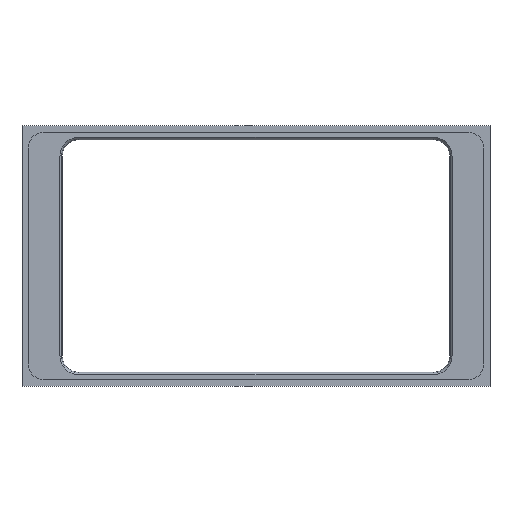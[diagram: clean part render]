
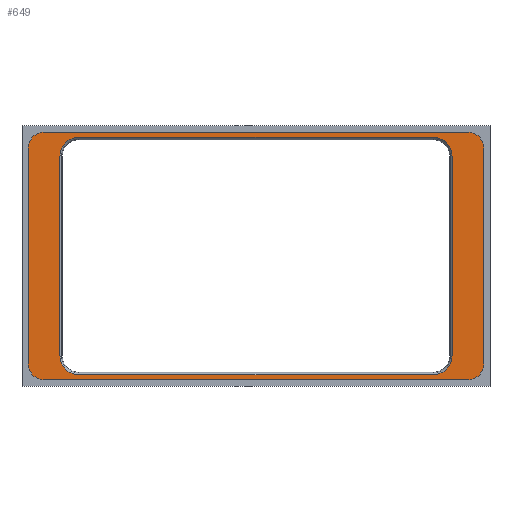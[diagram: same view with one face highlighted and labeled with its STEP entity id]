
A CAD part, front view. The second image highlights one B-rep face of the part: STEP entity #649.
In plain terms, the highlighted planar face has unit normal (0, -1, 0).
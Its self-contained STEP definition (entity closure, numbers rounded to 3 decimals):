
#19=FACE_BOUND('',#112,.T.);
#29=PLANE('',#727);
#72=FACE_OUTER_BOUND('',#111,.T.);
#111=EDGE_LOOP('',(#522,#523,#524,#525,#526,#527,#528,#529));
#112=EDGE_LOOP('',(#530,#531,#532,#533,#534,#535,#536,#537));
#141=LINE('',#1019,#201);
#144=LINE('',#1027,#204);
#152=LINE('',#1048,#212);
#155=LINE('',#1056,#215);
#161=LINE('',#1077,#221);
#162=LINE('',#1081,#222);
#163=LINE('',#1085,#223);
#164=LINE('',#1088,#224);
#201=VECTOR('',#821,10.);
#204=VECTOR('',#830,10.);
#212=VECTOR('',#852,10.);
#215=VECTOR('',#861,10.);
#221=VECTOR('',#885,10.);
#222=VECTOR('',#888,10.);
#223=VECTOR('',#891,10.);
#224=VECTOR('',#894,10.);
#266=CIRCLE('',#705,4.6);
#267=CIRCLE('',#708,4.6);
#270=CIRCLE('',#718,4.6);
#271=CIRCLE('',#721,4.6);
#274=CIRCLE('',#728,4.);
#275=CIRCLE('',#729,4.);
#276=CIRCLE('',#730,4.);
#277=CIRCLE('',#731,4.);
#298=VERTEX_POINT('',#1011);
#299=VERTEX_POINT('',#1013);
#300=VERTEX_POINT('',#1017);
#301=VERTEX_POINT('',#1021);
#302=VERTEX_POINT('',#1025);
#308=VERTEX_POINT('',#1047);
#309=VERTEX_POINT('',#1051);
#310=VERTEX_POINT('',#1055);
#314=VERTEX_POINT('',#1073);
#315=VERTEX_POINT('',#1074);
#316=VERTEX_POINT('',#1076);
#317=VERTEX_POINT('',#1078);
#318=VERTEX_POINT('',#1080);
#319=VERTEX_POINT('',#1082);
#320=VERTEX_POINT('',#1084);
#321=VERTEX_POINT('',#1086);
#363=EDGE_CURVE('',#298,#299,#266,.T.);
#366=EDGE_CURVE('',#300,#298,#141,.T.);
#368=EDGE_CURVE('',#301,#300,#267,.T.);
#370=EDGE_CURVE('',#302,#301,#144,.T.);
#380=EDGE_CURVE('',#299,#308,#152,.T.);
#382=EDGE_CURVE('',#308,#309,#270,.T.);
#384=EDGE_CURVE('',#309,#310,#155,.T.);
#386=EDGE_CURVE('',#310,#302,#271,.T.);
#393=EDGE_CURVE('',#314,#315,#274,.T.);
#394=EDGE_CURVE('',#314,#316,#161,.F.);
#395=EDGE_CURVE('',#317,#316,#275,.T.);
#396=EDGE_CURVE('',#317,#318,#162,.F.);
#397=EDGE_CURVE('',#319,#318,#276,.T.);
#398=EDGE_CURVE('',#319,#320,#163,.F.);
#399=EDGE_CURVE('',#321,#320,#277,.T.);
#400=EDGE_CURVE('',#321,#315,#164,.F.);
#522=ORIENTED_EDGE('',*,*,#393,.F.);
#523=ORIENTED_EDGE('',*,*,#394,.T.);
#524=ORIENTED_EDGE('',*,*,#395,.F.);
#525=ORIENTED_EDGE('',*,*,#396,.T.);
#526=ORIENTED_EDGE('',*,*,#397,.F.);
#527=ORIENTED_EDGE('',*,*,#398,.T.);
#528=ORIENTED_EDGE('',*,*,#399,.F.);
#529=ORIENTED_EDGE('',*,*,#400,.T.);
#530=ORIENTED_EDGE('',*,*,#363,.F.);
#531=ORIENTED_EDGE('',*,*,#366,.F.);
#532=ORIENTED_EDGE('',*,*,#368,.F.);
#533=ORIENTED_EDGE('',*,*,#370,.F.);
#534=ORIENTED_EDGE('',*,*,#386,.F.);
#535=ORIENTED_EDGE('',*,*,#384,.F.);
#536=ORIENTED_EDGE('',*,*,#382,.F.);
#537=ORIENTED_EDGE('',*,*,#380,.F.);
#649=ADVANCED_FACE('',(#72,#19),#29,.T.);
#705=AXIS2_PLACEMENT_3D('',#1014,#815,#816);
#708=AXIS2_PLACEMENT_3D('',#1023,#825,#826);
#718=AXIS2_PLACEMENT_3D('',#1052,#856,#857);
#721=AXIS2_PLACEMENT_3D('',#1059,#865,#866);
#727=AXIS2_PLACEMENT_3D('',#1072,#881,#882);
#728=AXIS2_PLACEMENT_3D('',#1075,#883,#884);
#729=AXIS2_PLACEMENT_3D('',#1079,#886,#887);
#730=AXIS2_PLACEMENT_3D('',#1083,#889,#890);
#731=AXIS2_PLACEMENT_3D('',#1087,#892,#893);
#815=DIRECTION('center_axis',(0.,-1.,0.));
#816=DIRECTION('ref_axis',(0.707,0.,0.707));
#821=DIRECTION('',(0.,0.,1.));
#825=DIRECTION('center_axis',(0.,-1.,0.));
#826=DIRECTION('ref_axis',(0.707,0.,-0.707));
#830=DIRECTION('',(1.,0.,0.));
#852=DIRECTION('',(-1.,0.,0.));
#856=DIRECTION('center_axis',(0.,-1.,0.));
#857=DIRECTION('ref_axis',(-0.707,0.,0.707));
#861=DIRECTION('',(0.,0.,-1.));
#865=DIRECTION('center_axis',(0.,-1.,0.));
#866=DIRECTION('ref_axis',(-0.707,0.,-0.707));
#881=DIRECTION('center_axis',(0.,-1.,0.));
#882=DIRECTION('ref_axis',(0.,0.,-1.));
#883=DIRECTION('center_axis',(0.,1.,0.));
#884=DIRECTION('ref_axis',(0.707,0.,-0.707));
#885=DIRECTION('',(0.,0.,-1.));
#886=DIRECTION('center_axis',(0.,1.,0.));
#887=DIRECTION('ref_axis',(0.707,0.,0.707));
#888=DIRECTION('',(1.,0.,0.));
#889=DIRECTION('center_axis',(0.,1.,0.));
#890=DIRECTION('ref_axis',(-0.707,0.,0.707));
#891=DIRECTION('',(0.,0.,1.));
#892=DIRECTION('center_axis',(0.,1.,0.));
#893=DIRECTION('ref_axis',(-0.707,0.,-0.707));
#894=DIRECTION('',(-1.,0.,0.));
#1011=CARTESIAN_POINT('',(44.1,-1.6,24.5));
#1013=CARTESIAN_POINT('',(39.5,-1.6,29.1));
#1014=CARTESIAN_POINT('Origin',(39.5,-1.6,24.5));
#1017=CARTESIAN_POINT('',(44.1,-1.6,-24.5));
#1019=CARTESIAN_POINT('',(44.1,-1.6,14.25));
#1021=CARTESIAN_POINT('',(39.5,-1.6,-29.1));
#1023=CARTESIAN_POINT('Origin',(39.5,-1.6,-24.5));
#1025=CARTESIAN_POINT('',(-47.5,-1.6,-29.1));
#1027=CARTESIAN_POINT('',(19.75,-1.6,-29.1));
#1047=CARTESIAN_POINT('',(-47.5,-1.6,29.1));
#1048=CARTESIAN_POINT('',(-27.75,-1.6,29.1));
#1051=CARTESIAN_POINT('',(-52.1,-1.6,24.5));
#1052=CARTESIAN_POINT('Origin',(-47.5,-1.6,24.5));
#1055=CARTESIAN_POINT('',(-52.1,-1.6,-24.5));
#1056=CARTESIAN_POINT('',(-52.1,-1.6,-14.25));
#1059=CARTESIAN_POINT('Origin',(-47.5,-1.6,-24.5));
#1072=CARTESIAN_POINT('Origin',(-4.,-1.6,0.));
#1073=CARTESIAN_POINT('',(51.9,-1.6,-26.4));
#1074=CARTESIAN_POINT('',(47.9,-1.6,-30.4));
#1075=CARTESIAN_POINT('Origin',(47.9,-1.6,-26.4));
#1076=CARTESIAN_POINT('',(51.9,-1.6,26.4));
#1077=CARTESIAN_POINT('',(51.9,-1.6,-15.25));
#1078=CARTESIAN_POINT('',(47.9,-1.6,30.4));
#1079=CARTESIAN_POINT('Origin',(47.9,-1.6,26.4));
#1080=CARTESIAN_POINT('',(-55.9,-1.6,30.4));
#1081=CARTESIAN_POINT('',(24.,-1.6,30.4));
#1082=CARTESIAN_POINT('',(-59.9,-1.6,26.4));
#1083=CARTESIAN_POINT('Origin',(-55.9,-1.6,26.4));
#1084=CARTESIAN_POINT('',(-59.9,-1.6,-26.4));
#1085=CARTESIAN_POINT('',(-59.9,-1.6,15.25));
#1086=CARTESIAN_POINT('',(-55.9,-1.6,-30.4));
#1087=CARTESIAN_POINT('Origin',(-55.9,-1.6,-26.4));
#1088=CARTESIAN_POINT('',(-32.,-1.6,-30.4));
